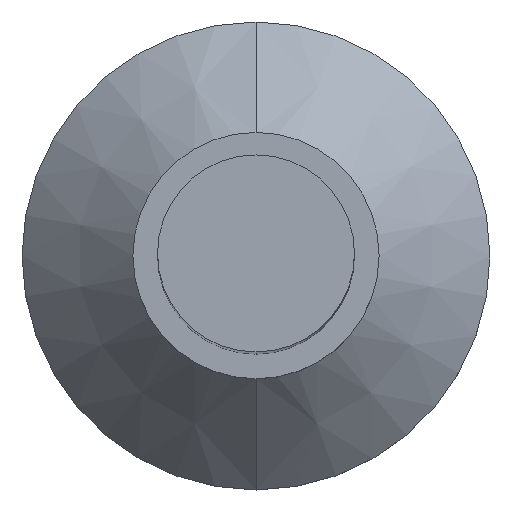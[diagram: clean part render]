
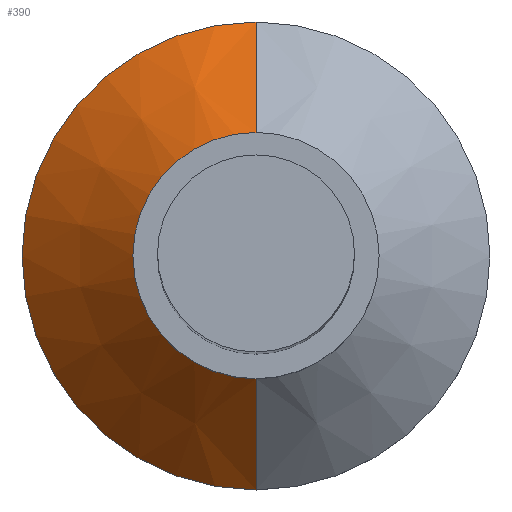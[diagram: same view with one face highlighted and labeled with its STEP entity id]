
A CAD part, top view. The second image highlights one B-rep face of the part: STEP entity #390.
In plain terms, the highlighted conical face has half-angle 45 degrees and reference radius 1.45 mm.
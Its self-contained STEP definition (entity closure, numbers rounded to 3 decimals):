
#68=DIRECTION('',(0.,-0.707,0.707));
#69=VECTOR('',#68,1.273);
#70=CARTESIAN_POINT('',(0.,1.9,0.3));
#71=LINE('',#70,#69);
#72=DIRECTION('',(0.,0.707,0.707));
#73=VECTOR('',#72,1.273);
#74=CARTESIAN_POINT('',(0.,-1.9,0.3));
#75=LINE('',#74,#73);
#76=CARTESIAN_POINT('',(0.,0.,0.3));
#77=DIRECTION('',(0.,0.,1.));
#78=DIRECTION('',(0.,1.,0.));
#79=AXIS2_PLACEMENT_3D('',#76,#77,#78);
#99=CARTESIAN_POINT('',(0.,0.,1.2));
#100=DIRECTION('',(0.,0.,1.));
#101=DIRECTION('',(0.,1.,0.));
#102=AXIS2_PLACEMENT_3D('',#99,#100,#101);
#239=CARTESIAN_POINT('',(0.,1.9,0.3));
#241=VERTEX_POINT('',#239);
#242=CARTESIAN_POINT('',(0.,1.,1.2));
#243=VERTEX_POINT('',#242);
#251=CARTESIAN_POINT('',(0.,-1.9,0.3));
#253=VERTEX_POINT('',#251);
#254=CARTESIAN_POINT('',(0.,-1.,1.2));
#255=VERTEX_POINT('',#254);
#376=CARTESIAN_POINT('',(0.,0.,0.75));
#377=DIRECTION('',(0.,0.,-1.));
#378=DIRECTION('',(0.,-1.,0.));
#379=AXIS2_PLACEMENT_3D('',#376,#377,#378);
#380=CONICAL_SURFACE('',#379,1.45,45.);
#382=ORIENTED_EDGE('',*,*,#381,.T.);
#384=ORIENTED_EDGE('',*,*,#383,.T.);
#386=ORIENTED_EDGE('',*,*,#385,.F.);
#387=ORIENTED_EDGE('',*,*,#369,.F.);
#388=EDGE_LOOP('',(#382,#384,#386,#387));
#389=FACE_OUTER_BOUND('',#388,.F.);
#390=ADVANCED_FACE('',(#389),#380,.T.);
#80=CIRCLE('',#79,1.9);
#103=CIRCLE('',#102,1.);
#369=EDGE_CURVE('',#241,#253,#80,.T.);
#381=EDGE_CURVE('',#241,#243,#71,.T.);
#383=EDGE_CURVE('',#243,#255,#103,.T.);
#385=EDGE_CURVE('',#253,#255,#75,.T.);
